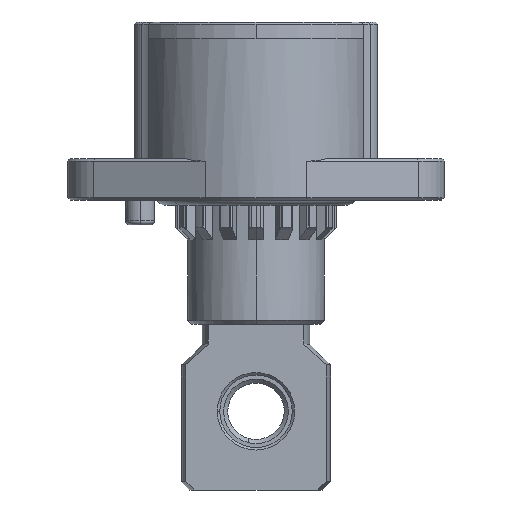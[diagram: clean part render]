
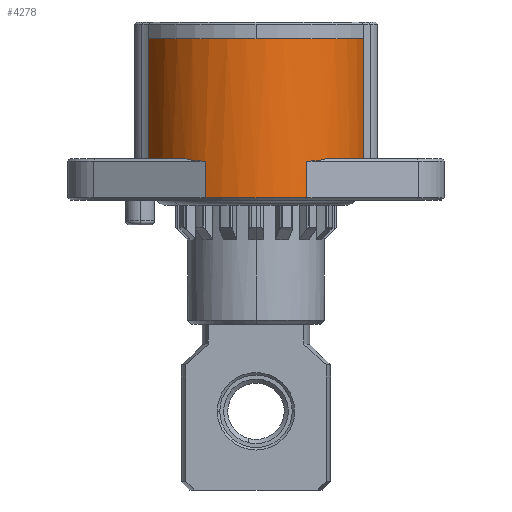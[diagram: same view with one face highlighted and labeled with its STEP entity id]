
A CAD part, front view. The second image highlights one B-rep face of the part: STEP entity #4278.
In plain terms, the highlighted cylindrical face has radius 13.5 mm (diameter 27 mm), a partial arc.
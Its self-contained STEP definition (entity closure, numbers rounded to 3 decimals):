
#231 = CARTESIAN_POINT ( 'NONE',  ( -7.799, -11.06, -0.2 ) ) ;
#248 = DIRECTION ( 'NONE',  ( 0., 0., 1. ) ) ;
#258 = CARTESIAN_POINT ( 'NONE',  ( -6.154, -12.016, -4.7 ) ) ;
#606 = DIRECTION ( 'NONE',  ( 0., 0., -1. ) ) ;
#649 = CARTESIAN_POINT ( 'NONE',  ( -8.537, -10.458, 0. ) ) ;
#656 = VECTOR ( 'NONE', #900, 1000. ) ;
#900 = DIRECTION ( 'NONE',  ( 0., 0., -1. ) ) ;
#1074 = EDGE_CURVE ( 'NONE', #15927, #3189, #12394, .T. ) ;
#1275 = VECTOR ( 'NONE', #606, 1000. ) ;
#1302 = CARTESIAN_POINT ( 'NONE',  ( -6.154, -12.016, -0.3 ) ) ;
#1518 = CIRCLE ( 'NONE', #3617, 13.5 ) ;
#1666 = DIRECTION ( 'NONE',  ( 0., 0., 1. ) ) ;
#1685 = CARTESIAN_POINT ( 'NONE',  ( 8.537, -10.458, 0. ) ) ;
#1739 = LINE ( 'NONE', #13046, #11181 ) ;
#2040 = VECTOR ( 'NONE', #14265, 1000. ) ;
#2264 = EDGE_CURVE ( 'NONE', #3555, #14651, #6357, .T. ) ;
#2383 =( BOUNDED_CURVE ( )  B_SPLINE_CURVE ( 3, ( #2571, #13791, #3897, #7672 ),
 .UNSPECIFIED., .F., .T. ) 
 B_SPLINE_CURVE_WITH_KNOTS ( ( 4, 4 ),
 ( 0., 0.211 ),
 .UNSPECIFIED. ) 
 CURVE ( )  GEOMETRIC_REPRESENTATION_ITEM ( )  RATIONAL_B_SPLINE_CURVE ( ( 1., 0.996, 0.996, 1. ) ) 
 REPRESENTATION_ITEM ( '' )  );
#2571 = CARTESIAN_POINT ( 'NONE',  ( 6.154, -12.016, -0.3 ) ) ;
#3079 = LINE ( 'NONE', #4411, #1275 ) ;
#3142 = ORIENTED_EDGE ( 'NONE', *, *, #8573, .F. ) ;
#3189 = VERTEX_POINT ( 'NONE', #16004 ) ;
#3555 = VERTEX_POINT ( 'NONE', #258 ) ;
#3575 = CARTESIAN_POINT ( 'NONE',  ( 0., 0., 0. ) ) ;
#3617 = AXIS2_PLACEMENT_3D ( 'NONE', #3575, #6993, #5758 ) ;
#3867 = CARTESIAN_POINT ( 'NONE',  ( 0., 0., -4.7 ) ) ;
#3879 = AXIS2_PLACEMENT_3D ( 'NONE', #5552, #9337, #7931 ) ;
#3897 = CARTESIAN_POINT ( 'NONE',  ( 7.799, -11.06, -0.2 ) ) ;
#4002 = CARTESIAN_POINT ( 'NONE',  ( 6.154, -12.016, -4.7 ) ) ;
#4218 = CARTESIAN_POINT ( 'NONE',  ( -13., -3.64, 16.5 ) ) ;
#4278 = ADVANCED_FACE ( 'NONE', ( #8099 ), #4330, .T. ) ;
#4294 = CARTESIAN_POINT ( 'NONE',  ( 0., 0., -4.7 ) ) ;
#4330 = CYLINDRICAL_SURFACE ( 'NONE', #3879, 13.5 ) ;
#4411 = CARTESIAN_POINT ( 'NONE',  ( -6.154, -12.016, 0. ) ) ;
#4875 = VERTEX_POINT ( 'NONE', #16041 ) ;
#4926 = VERTEX_POINT ( 'NONE', #1685 ) ;
#4961 = CARTESIAN_POINT ( 'NONE',  ( -13., -3.64, 14.5 ) ) ;
#5007 = VERTEX_POINT ( 'NONE', #4002 ) ;
#5547 = CARTESIAN_POINT ( 'NONE',  ( 0., 0., 14.5 ) ) ;
#5552 = CARTESIAN_POINT ( 'NONE',  ( 0., 0., 0. ) ) ;
#5758 = DIRECTION ( 'NONE',  ( 0., -1., 0. ) ) ;
#6310 = CARTESIAN_POINT ( 'NONE',  ( 0., -13.5, -4.7 ) ) ;
#6357 = CIRCLE ( 'NONE', #15571, 13.5 ) ;
#6767 = DIRECTION ( 'NONE',  ( 0., 0., -1. ) ) ;
#6993 = DIRECTION ( 'NONE',  ( 0., 0., 1. ) ) ;
#7051 = DIRECTION ( 'NONE',  ( 0., -1., 0. ) ) ;
#7668 = ORIENTED_EDGE ( 'NONE', *, *, #16271, .T. ) ;
#7672 = CARTESIAN_POINT ( 'NONE',  ( 8.537, -10.458, 0. ) ) ;
#7931 = DIRECTION ( 'NONE',  ( 0., 1., 0. ) ) ;
#7955 = ORIENTED_EDGE ( 'NONE', *, *, #10381, .F. ) ;
#8099 = FACE_OUTER_BOUND ( 'NONE', #14812, .T. ) ;
#8211 = CARTESIAN_POINT ( 'NONE',  ( -13., -3.64, 0. ) ) ;
#8263 = ORIENTED_EDGE ( 'NONE', *, *, #15985, .T. ) ;
#8573 = EDGE_CURVE ( 'NONE', #8959, #10618, #10348, .T. ) ;
#8902 = CARTESIAN_POINT ( 'NONE',  ( 13., -3.64, 0. ) ) ;
#8959 = VERTEX_POINT ( 'NONE', #4961 ) ;
#9337 = DIRECTION ( 'NONE',  ( 0., 0., -1. ) ) ;
#9475 = LINE ( 'NONE', #14521, #656 ) ;
#9514 = VERTEX_POINT ( 'NONE', #8211 ) ;
#9789 = ORIENTED_EDGE ( 'NONE', *, *, #11773, .T. ) ;
#9915 = DIRECTION ( 'NONE',  ( 0., 0., 1. ) ) ;
#10004 = EDGE_CURVE ( 'NONE', #9514, #15927, #11974, .T. ) ;
#10191 = EDGE_CURVE ( 'NONE', #4875, #5007, #1739, .T. ) ;
#10348 = CIRCLE ( 'NONE', #10852, 13.5 ) ;
#10381 = EDGE_CURVE ( 'NONE', #10618, #13765, #9475, .T. ) ;
#10618 = VERTEX_POINT ( 'NONE', #11458 ) ;
#10852 = AXIS2_PLACEMENT_3D ( 'NONE', #5547, #1666, #14291 ) ;
#10886 = AXIS2_PLACEMENT_3D ( 'NONE', #4294, #248, #12873 ) ;
#11181 = VECTOR ( 'NONE', #6767, 1000. ) ;
#11276 = CARTESIAN_POINT ( 'NONE',  ( -8.537, -10.458, 0. ) ) ;
#11434 = CIRCLE ( 'NONE', #10886, 13.5 ) ;
#11458 = CARTESIAN_POINT ( 'NONE',  ( 13., -3.64, 14.5 ) ) ;
#11602 = CARTESIAN_POINT ( 'NONE',  ( -7.002, -11.581, -0.3 ) ) ;
#11614 = ORIENTED_EDGE ( 'NONE', *, *, #10004, .T. ) ;
#11773 = EDGE_CURVE ( 'NONE', #4875, #4926, #2383, .T. ) ;
#11974 = CIRCLE ( 'NONE', #14865, 13.5 ) ;
#12091 = ORIENTED_EDGE ( 'NONE', *, *, #10191, .F. ) ;
#12394 =( BOUNDED_CURVE ( )  B_SPLINE_CURVE ( 3, ( #11276, #231, #11602, #1302 ),
 .UNSPECIFIED., .F., .F. ) 
 B_SPLINE_CURVE_WITH_KNOTS ( ( 4, 4 ),
 ( 6.072, 6.283 ),
 .UNSPECIFIED. ) 
 CURVE ( )  GEOMETRIC_REPRESENTATION_ITEM ( )  RATIONAL_B_SPLINE_CURVE ( ( 1., 0.996, 0.996, 1. ) ) 
 REPRESENTATION_ITEM ( '' )  );
#12873 = DIRECTION ( 'NONE',  ( 0., -1., 0. ) ) ;
#12880 = EDGE_CURVE ( 'NONE', #14651, #5007, #11434, .T. ) ;
#13046 = CARTESIAN_POINT ( 'NONE',  ( 6.154, -12.016, 0. ) ) ;
#13135 = ORIENTED_EDGE ( 'NONE', *, *, #1074, .T. ) ;
#13334 = DIRECTION ( 'NONE',  ( 0., 0., 1. ) ) ;
#13500 = ORIENTED_EDGE ( 'NONE', *, *, #2264, .T. ) ;
#13560 = DIRECTION ( 'NONE',  ( 0., -1., 0. ) ) ;
#13765 = VERTEX_POINT ( 'NONE', #8902 ) ;
#13791 = CARTESIAN_POINT ( 'NONE',  ( 7.002, -11.581, -0.3 ) ) ;
#14265 = DIRECTION ( 'NONE',  ( 0., 0., -1. ) ) ;
#14291 = DIRECTION ( 'NONE',  ( 0., -1., 0. ) ) ;
#14432 = LINE ( 'NONE', #4218, #2040 ) ;
#14521 = CARTESIAN_POINT ( 'NONE',  ( 13., -3.64, 16.5 ) ) ;
#14578 = ORIENTED_EDGE ( 'NONE', *, *, #15824, .T. ) ;
#14651 = VERTEX_POINT ( 'NONE', #6310 ) ;
#14792 = CARTESIAN_POINT ( 'NONE',  ( 0., 0., 0. ) ) ;
#14812 = EDGE_LOOP ( 'NONE', ( #7668, #13500, #15080, #12091, #9789, #8263, #7955, #3142, #14578, #11614, #13135 ) ) ;
#14865 = AXIS2_PLACEMENT_3D ( 'NONE', #14792, #9915, #13560 ) ;
#15080 = ORIENTED_EDGE ( 'NONE', *, *, #12880, .T. ) ;
#15571 = AXIS2_PLACEMENT_3D ( 'NONE', #3867, #13334, #7051 ) ;
#15824 = EDGE_CURVE ( 'NONE', #8959, #9514, #14432, .T. ) ;
#15927 = VERTEX_POINT ( 'NONE', #649 ) ;
#15985 = EDGE_CURVE ( 'NONE', #4926, #13765, #1518, .T. ) ;
#16004 = CARTESIAN_POINT ( 'NONE',  ( -6.154, -12.016, -0.3 ) ) ;
#16041 = CARTESIAN_POINT ( 'NONE',  ( 6.154, -12.016, -0.3 ) ) ;
#16271 = EDGE_CURVE ( 'NONE', #3189, #3555, #3079, .T. ) ;
